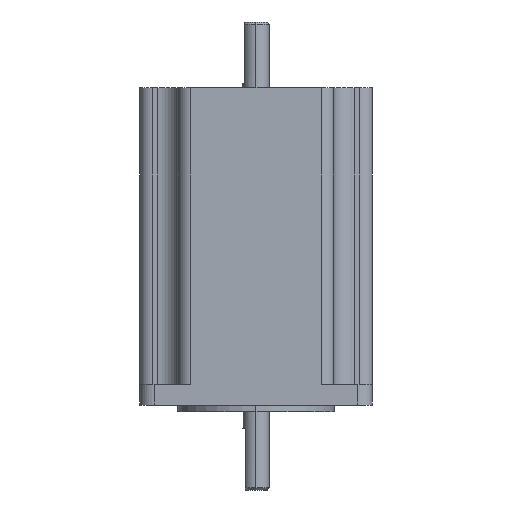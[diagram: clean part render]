
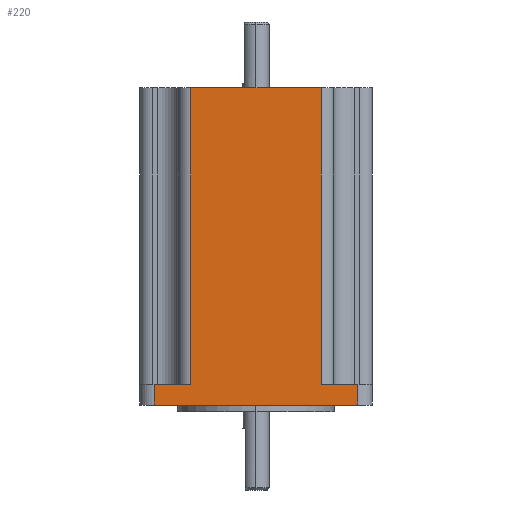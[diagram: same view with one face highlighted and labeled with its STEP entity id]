
A CAD part, left-side view. The second image highlights one B-rep face of the part: STEP entity #220.
In plain terms, the highlighted planar face has unit normal (-1, 0, 0).
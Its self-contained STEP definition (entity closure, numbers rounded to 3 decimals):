
#128 = DIRECTION ( 'NONE',  ( 0., -1., 0. ) ) ;
#163 = CARTESIAN_POINT ( 'NONE',  ( -28.2, 28.2, 5.08 ) ) ;
#168 = VERTEX_POINT ( 'NONE', #891 ) ;
#178 = VERTEX_POINT ( 'NONE', #852 ) ;
#185 = VERTEX_POINT ( 'NONE', #853 ) ;
#186 = VERTEX_POINT ( 'NONE', #899 ) ;
#194 = VERTEX_POINT ( 'NONE', #865 ) ;
#196 = VERTEX_POINT ( 'NONE', #868 ) ;
#199 = VERTEX_POINT ( 'NONE', #859 ) ;
#201 = VERTEX_POINT ( 'NONE', #866 ) ;
#220 = ADVANCED_FACE ( 'NONE', ( #1299 ), #1039, .F. ) ;
#264 = EDGE_CURVE ( 'NONE', #194, #201, #1002, .T. ) ;
#266 = EDGE_CURVE ( 'NONE', #194, #178, #1004, .T. ) ;
#267 = EDGE_CURVE ( 'NONE', #186, #201, #1005, .T. ) ;
#270 = EDGE_CURVE ( 'NONE', #185, #196, #1008, .T. ) ;
#280 = EDGE_CURVE ( 'NONE', #168, #199, #1014, .T. ) ;
#292 = EDGE_CURVE ( 'NONE', #196, #199, #1021, .T. ) ;
#301 = EDGE_CURVE ( 'NONE', #178, #168, #1022, .T. ) ;
#343 = CARTESIAN_POINT ( 'NONE',  ( -28.2, -15.8, 77. ) ) ;
#365 = DIRECTION ( 'NONE',  ( 0., 0., -1. ) ) ;
#372 = CARTESIAN_POINT ( 'NONE',  ( -28.2, 15.8, 77. ) ) ;
#384 = CARTESIAN_POINT ( 'NONE',  ( -28.2, 24.7, 5.08 ) ) ;
#385 = DIRECTION ( 'NONE',  ( 0., 0., -1. ) ) ;
#389 = DIRECTION ( 'NONE',  ( 0., 0., 1. ) ) ;
#394 = DIRECTION ( 'NONE',  ( 0., 0., -1. ) ) ;
#396 = CARTESIAN_POINT ( 'NONE',  ( -28.2, -24.7, 5.08 ) ) ;
#453 = EDGE_CURVE ( 'NONE', #186, #185, #1027, .T. ) ;
#714 = DIRECTION ( 'NONE',  ( 0., -1., 0. ) ) ;
#722 = CARTESIAN_POINT ( 'NONE',  ( -28.2, 15.8, 77. ) ) ;
#852 = CARTESIAN_POINT ( 'NONE',  ( -28.2, 24.7, 0. ) ) ;
#853 = CARTESIAN_POINT ( 'NONE',  ( -28.2, -15.8, 77. ) ) ;
#859 = CARTESIAN_POINT ( 'NONE',  ( -28.2, -24.7, 5.08 ) ) ;
#865 = CARTESIAN_POINT ( 'NONE',  ( -28.2, 24.7, 5.08 ) ) ;
#866 = CARTESIAN_POINT ( 'NONE',  ( -28.2, 15.8, 5.08 ) ) ;
#868 = CARTESIAN_POINT ( 'NONE',  ( -28.2, -15.8, 5.08 ) ) ;
#891 = CARTESIAN_POINT ( 'NONE',  ( -28.2, -24.7, 0. ) ) ;
#899 = CARTESIAN_POINT ( 'NONE',  ( -28.2, 15.8, 77. ) ) ;
#1002 = LINE ( 'NONE', #163, #1402 ) ;
#1004 = LINE ( 'NONE', #384, #1406 ) ;
#1005 = LINE ( 'NONE', #372, #1408 ) ;
#1008 = LINE ( 'NONE', #343, #1512 ) ;
#1014 = LINE ( 'NONE', #396, #1510 ) ;
#1021 = LINE ( 'NONE', #1923, #1322 ) ;
#1022 = LINE ( 'NONE', #1916, #1399 ) ;
#1027 = LINE ( 'NONE', #722, #1517 ) ;
#1039 = PLANE ( 'NONE',  #1459 ) ;
#1045 = CARTESIAN_POINT ( 'NONE',  ( -28.2, 28.2, 5.08 ) ) ;
#1079 = DIRECTION ( 'NONE',  ( 1., 0., 0. ) ) ;
#1081 = DIRECTION ( 'NONE',  ( 0., 1., 0. ) ) ;
#1299 = FACE_OUTER_BOUND ( 'NONE', #1971, .T. ) ;
#1322 = VECTOR ( 'NONE', #1918, 1000. ) ;
#1399 = VECTOR ( 'NONE', #1949, 1000. ) ;
#1402 = VECTOR ( 'NONE', #128, 1000. ) ;
#1406 = VECTOR ( 'NONE', #385, 1000. ) ;
#1408 = VECTOR ( 'NONE', #394, 1000. ) ;
#1459 = AXIS2_PLACEMENT_3D ( 'NONE', #1045, #1079, #1081 ) ;
#1510 = VECTOR ( 'NONE', #389, 1000. ) ;
#1512 = VECTOR ( 'NONE', #365, 1000. ) ;
#1517 = VECTOR ( 'NONE', #714, 1000. ) ;
#1916 = CARTESIAN_POINT ( 'NONE',  ( -28.2, 28.2, 0. ) ) ;
#1918 = DIRECTION ( 'NONE',  ( 0., -1., 0. ) ) ;
#1923 = CARTESIAN_POINT ( 'NONE',  ( -28.2, 28.2, 5.08 ) ) ;
#1949 = DIRECTION ( 'NONE',  ( 0., -1., 0. ) ) ;
#1971 = EDGE_LOOP ( 'NONE', ( #1994, #1996, #1995, #1997, #1998, #1999, #2000, #2001 ) ) ;
#1994 = ORIENTED_EDGE ( 'NONE', *, *, #301, .T. ) ;
#1995 = ORIENTED_EDGE ( 'NONE', *, *, #292, .F. ) ;
#1996 = ORIENTED_EDGE ( 'NONE', *, *, #280, .T. ) ;
#1997 = ORIENTED_EDGE ( 'NONE', *, *, #270, .F. ) ;
#1998 = ORIENTED_EDGE ( 'NONE', *, *, #453, .F. ) ;
#1999 = ORIENTED_EDGE ( 'NONE', *, *, #267, .T. ) ;
#2000 = ORIENTED_EDGE ( 'NONE', *, *, #264, .F. ) ;
#2001 = ORIENTED_EDGE ( 'NONE', *, *, #266, .T. ) ;
